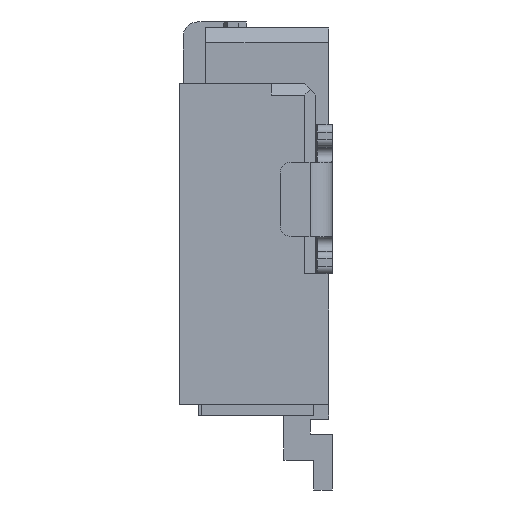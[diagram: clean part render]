
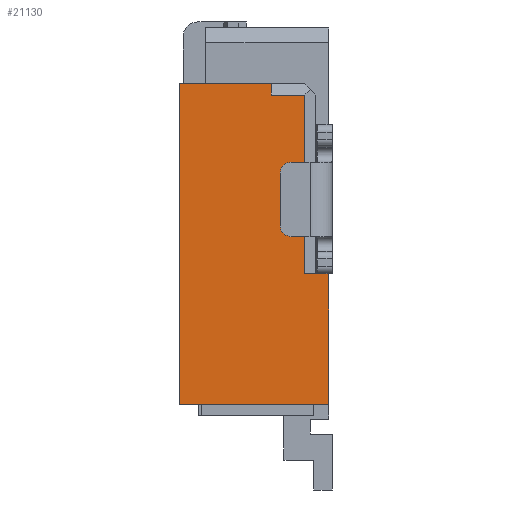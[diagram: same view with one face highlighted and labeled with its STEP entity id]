
A CAD part, left-side view. The second image highlights one B-rep face of the part: STEP entity #21130.
In plain terms, the highlighted planar face has unit normal (-1, 0, 0).
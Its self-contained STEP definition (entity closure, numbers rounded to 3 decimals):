
#4=DIRECTION('',(0.,-1.,0.));
#5=VECTOR('',#4,0.15);
#6=CARTESIAN_POINT('',(-8.4,-0.552,-3.38));
#7=LINE('',#6,#5);
#12=DIRECTION('',(0.,0.,-1.));
#13=VECTOR('',#12,1.75);
#14=CARTESIAN_POINT('',(-8.4,-0.702,-3.38));
#15=LINE('',#14,#13);
#19=DIRECTION('',(0.,1.,0.));
#20=VECTOR('',#19,2.);
#21=CARTESIAN_POINT('',(-8.4,-0.702,-5.13));
#22=LINE('',#21,#20);
#26=DIRECTION('',(0.,0.,1.));
#27=VECTOR('',#26,4.3);
#28=CARTESIAN_POINT('',(-8.4,1.298,-5.13));
#29=LINE('',#28,#27);
#33=DIRECTION('',(0.,-1.,0.));
#34=VECTOR('',#33,1.23);
#35=CARTESIAN_POINT('',(-8.4,1.298,-0.83));
#36=LINE('',#35,#34);
#40=DIRECTION('',(0.,0.,1.));
#41=VECTOR('',#40,0.15);
#42=CARTESIAN_POINT('',(-8.4,0.068,-0.98));
#43=LINE('',#42,#41);
#47=DIRECTION('',(0.,1.,0.));
#48=VECTOR('',#47,0.45);
#49=CARTESIAN_POINT('',(-8.4,-0.382,-0.98));
#50=LINE('',#49,#48);
#54=DIRECTION('',(0.,0.,1.));
#55=VECTOR('',#54,2.4);
#56=CARTESIAN_POINT('',(-8.4,-0.382,-3.38));
#57=LINE('',#56,#55);
#61=DIRECTION('',(0.,-1.,0.));
#62=VECTOR('',#61,0.17);
#63=CARTESIAN_POINT('',(-8.4,-0.382,-3.38));
#64=LINE('',#63,#62);
#17811=CARTESIAN_POINT('',(-8.4,-0.702,-5.13));
#17812=CARTESIAN_POINT('',(-8.4,1.298,-5.13));
#17813=VERTEX_POINT('',#17811);
#17814=VERTEX_POINT('',#17812);
#17815=CARTESIAN_POINT('',(-8.4,1.298,-0.83));
#17816=VERTEX_POINT('',#17815);
#17911=CARTESIAN_POINT('',(-8.4,-0.382,-3.38));
#17912=VERTEX_POINT('',#17911);
#17983=CARTESIAN_POINT('',(-8.4,0.068,-0.98));
#17984=CARTESIAN_POINT('',(-8.4,0.068,-0.83));
#17985=VERTEX_POINT('',#17983);
#17986=VERTEX_POINT('',#17984);
#17987=CARTESIAN_POINT('',(-8.4,-0.382,-0.98));
#17988=VERTEX_POINT('',#17987);
#18057=CARTESIAN_POINT('',(-8.4,-0.552,-3.38));
#18058=CARTESIAN_POINT('',(-8.4,-0.702,-3.38));
#18059=VERTEX_POINT('',#18057);
#18060=VERTEX_POINT('',#18058);
#21105=CARTESIAN_POINT('',(-8.4,0.,0.));
#21106=DIRECTION('',(1.,0.,0.));
#21107=DIRECTION('',(0.,0.,-1.));
#21108=AXIS2_PLACEMENT_3D('',#21105,#21106,#21107);
#21109=PLANE('',#21108);
#21111=ORIENTED_EDGE('',*,*,#21110,.T.);
#21113=ORIENTED_EDGE('',*,*,#21112,.T.);
#21115=ORIENTED_EDGE('',*,*,#21114,.T.);
#21117=ORIENTED_EDGE('',*,*,#21116,.T.);
#21119=ORIENTED_EDGE('',*,*,#21118,.T.);
#21121=ORIENTED_EDGE('',*,*,#21120,.F.);
#21123=ORIENTED_EDGE('',*,*,#21122,.F.);
#21125=ORIENTED_EDGE('',*,*,#21124,.F.);
#21127=ORIENTED_EDGE('',*,*,#21126,.T.);
#21128=EDGE_LOOP('',(#21111,#21113,#21115,#21117,#21119,#21121,#21123,#21125,
#21127));
#21129=FACE_OUTER_BOUND('',#21128,.F.);
#21110=EDGE_CURVE('',#18059,#18060,#7,.T.);
#21112=EDGE_CURVE('',#18060,#17813,#15,.T.);
#21114=EDGE_CURVE('',#17813,#17814,#22,.T.);
#21116=EDGE_CURVE('',#17814,#17816,#29,.T.);
#21118=EDGE_CURVE('',#17816,#17986,#36,.T.);
#21120=EDGE_CURVE('',#17985,#17986,#43,.T.);
#21122=EDGE_CURVE('',#17988,#17985,#50,.T.);
#21124=EDGE_CURVE('',#17912,#17988,#57,.T.);
#21126=EDGE_CURVE('',#17912,#18059,#64,.T.);
#21130=ADVANCED_FACE('',(#21129),#21109,.F.);
